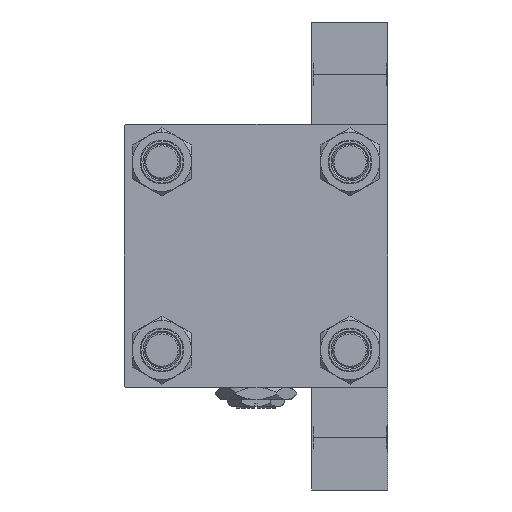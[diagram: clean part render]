
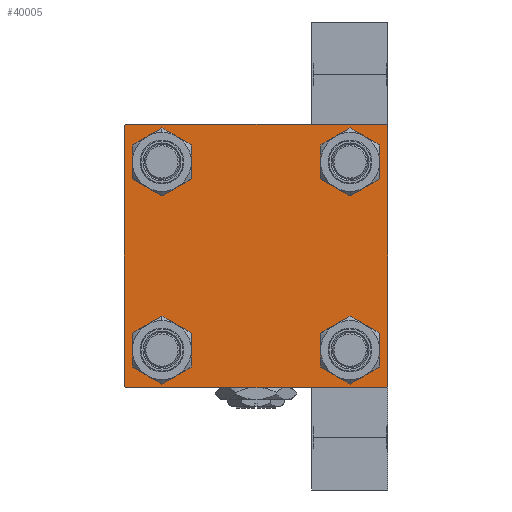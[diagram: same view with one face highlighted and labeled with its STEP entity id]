
A CAD part, left-side view. The second image highlights one B-rep face of the part: STEP entity #40005.
In plain terms, the highlighted planar face has unit normal (-1, 0, 0).
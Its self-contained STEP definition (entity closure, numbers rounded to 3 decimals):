
#973 = VERTEX_POINT ( 'NONE', #5932 ) ;
#1182 = EDGE_CURVE ( 'NONE', #46646, #27402, #11473, .T. ) ;
#1739 = LINE ( 'NONE', #5111, #39261 ) ;
#2316 = EDGE_LOOP ( 'NONE', ( #37983, #36954 ) ) ;
#3061 = CIRCLE ( 'NONE', #31839, 6.5 ) ;
#3349 = CARTESIAN_POINT ( 'NONE',  ( 0., -44.5, -45. ) ) ;
#3497 = CARTESIAN_POINT ( 'NONE',  ( 0., 32.15, -25.65 ) ) ;
#4295 = CARTESIAN_POINT ( 'NONE',  ( 0., 32.15, -38.65 ) ) ;
#4637 = DIRECTION ( 'NONE',  ( 0., 0., 1. ) ) ;
#5111 = CARTESIAN_POINT ( 'NONE',  ( 0., 44.75, 44.75 ) ) ;
#5365 = DIRECTION ( 'NONE',  ( 0., 0.707, -0.707 ) ) ;
#5578 = CARTESIAN_POINT ( 'NONE',  ( 0., 32.15, 32.15 ) ) ;
#5795 = ORIENTED_EDGE ( 'NONE', *, *, #29517, .T. ) ;
#5869 = AXIS2_PLACEMENT_3D ( 'NONE', #18987, #33921, #29567 ) ;
#5932 = CARTESIAN_POINT ( 'NONE',  ( 0., 45., -44.5 ) ) ;
#6641 = EDGE_LOOP ( 'NONE', ( #41673, #40433 ) ) ;
#6838 = CARTESIAN_POINT ( 'NONE',  ( 0., -32.15, -38.65 ) ) ;
#7087 = FACE_BOUND ( 'NONE', #20354, .T. ) ;
#8517 = DIRECTION ( 'NONE',  ( 0., -1., 0. ) ) ;
#8633 = EDGE_LOOP ( 'NONE', ( #50827, #39174, #32606, #38335, #44587, #26476, #32264, #40698 ) ) ;
#8753 = DIRECTION ( 'NONE',  ( 1., 0., 0. ) ) ;
#9171 = EDGE_CURVE ( 'NONE', #10868, #16571, #23259, .T. ) ;
#9332 = VERTEX_POINT ( 'NONE', #6838 ) ;
#9369 = ORIENTED_EDGE ( 'NONE', *, *, #22418, .T. ) ;
#10168 = EDGE_LOOP ( 'NONE', ( #43284, #9369 ) ) ;
#10656 = AXIS2_PLACEMENT_3D ( 'NONE', #14914, #38593, #18010 ) ;
#10868 = VERTEX_POINT ( 'NONE', #45111 ) ;
#10885 = DIRECTION ( 'NONE',  ( 0., -1., 0. ) ) ;
#11293 = EDGE_CURVE ( 'NONE', #32971, #973, #13879, .T. ) ;
#11473 = CIRCLE ( 'NONE', #24617, 6.5 ) ;
#11675 = DIRECTION ( 'NONE',  ( 0., -0.707, -0.707 ) ) ;
#11981 = CARTESIAN_POINT ( 'NONE',  ( 0., 44.5, -45. ) ) ;
#12031 = CARTESIAN_POINT ( 'NONE',  ( 0., -45., -44.5 ) ) ;
#12174 = LINE ( 'NONE', #26868, #14936 ) ;
#12837 = ORIENTED_EDGE ( 'NONE', *, *, #9171, .T. ) ;
#13366 = VECTOR ( 'NONE', #42274, 1000. ) ;
#13526 = DIRECTION ( 'NONE',  ( 0., 0., -1. ) ) ;
#13879 = LINE ( 'NONE', #41685, #44736 ) ;
#14140 = CARTESIAN_POINT ( 'NONE',  ( 0., -32.15, 32.15 ) ) ;
#14215 = AXIS2_PLACEMENT_3D ( 'NONE', #5578, #29007, #21265 ) ;
#14350 = VERTEX_POINT ( 'NONE', #33193 ) ;
#14486 = EDGE_CURVE ( 'NONE', #27402, #46646, #17558, .T. ) ;
#14914 = CARTESIAN_POINT ( 'NONE',  ( 0., -32.15, -32.15 ) ) ;
#14936 = VECTOR ( 'NONE', #11675, 1000. ) ;
#15929 = LINE ( 'NONE', #27267, #46656 ) ;
#16078 = PLANE ( 'NONE',  #19791 ) ;
#16493 = LINE ( 'NONE', #48160, #27294 ) ;
#16571 = VERTEX_POINT ( 'NONE', #32941 ) ;
#17308 = EDGE_CURVE ( 'NONE', #46376, #50947, #48801, .T. ) ;
#17558 = CIRCLE ( 'NONE', #33165, 6.5 ) ;
#18010 = DIRECTION ( 'NONE',  ( 0., 0., 1. ) ) ;
#18137 = CARTESIAN_POINT ( 'NONE',  ( 0., -45., 45. ) ) ;
#18987 = CARTESIAN_POINT ( 'NONE',  ( 0., 32.15, -32.15 ) ) ;
#19595 = CARTESIAN_POINT ( 'NONE',  ( 0., -44.5, 45. ) ) ;
#19791 = AXIS2_PLACEMENT_3D ( 'NONE', #27669, #42610, #38998 ) ;
#20072 = CARTESIAN_POINT ( 'NONE',  ( 0., 32.15, 32.15 ) ) ;
#20354 = EDGE_LOOP ( 'NONE', ( #5795, #12837 ) ) ;
#21265 = DIRECTION ( 'NONE',  ( 0., 0., 1. ) ) ;
#21296 = CIRCLE ( 'NONE', #32840, 6.5 ) ;
#21859 = DIRECTION ( 'NONE',  ( 0., 0., -1. ) ) ;
#22093 = VERTEX_POINT ( 'NONE', #28912 ) ;
#22387 = DIRECTION ( 'NONE',  ( 0., 0., 1. ) ) ;
#22418 = EDGE_CURVE ( 'NONE', #9332, #14350, #3061, .T. ) ;
#22582 = EDGE_CURVE ( 'NONE', #26345, #50947, #15929, .T. ) ;
#22625 = VECTOR ( 'NONE', #13526, 1000. ) ;
#22674 = EDGE_CURVE ( 'NONE', #22093, #32971, #1739, .T. ) ;
#23043 = FACE_BOUND ( 'NONE', #2316, .T. ) ;
#23259 = CIRCLE ( 'NONE', #14215, 6.5 ) ;
#23296 = FACE_BOUND ( 'NONE', #10168, .T. ) ;
#23707 = DIRECTION ( 'NONE',  ( 0., 0., 1. ) ) ;
#23955 = CARTESIAN_POINT ( 'NONE',  ( 0., -32.15, -32.15 ) ) ;
#24617 = AXIS2_PLACEMENT_3D ( 'NONE', #26766, #37585, #22387 ) ;
#25495 = DIRECTION ( 'NONE',  ( 0., 0., 1. ) ) ;
#25561 = LINE ( 'NONE', #25822, #13366 ) ;
#25822 = CARTESIAN_POINT ( 'NONE',  ( 0., -44.75, 44.75 ) ) ;
#26275 = VECTOR ( 'NONE', #10885, 1000. ) ;
#26331 = LINE ( 'NONE', #30448, #26275 ) ;
#26345 = VERTEX_POINT ( 'NONE', #3349 ) ;
#26476 = ORIENTED_EDGE ( 'NONE', *, *, #43847, .T. ) ;
#26766 = CARTESIAN_POINT ( 'NONE',  ( 0., -32.15, 32.15 ) ) ;
#26868 = CARTESIAN_POINT ( 'NONE',  ( 0., 44.75, -44.75 ) ) ;
#27267 = CARTESIAN_POINT ( 'NONE',  ( 0., -44.75, -44.75 ) ) ;
#27294 = VECTOR ( 'NONE', #8517, 1000. ) ;
#27402 = VERTEX_POINT ( 'NONE', #38063 ) ;
#27669 = CARTESIAN_POINT ( 'NONE',  ( 0., 0., 0. ) ) ;
#28912 = CARTESIAN_POINT ( 'NONE',  ( 0., 44.5, 45. ) ) ;
#29007 = DIRECTION ( 'NONE',  ( 1., 0., 0. ) ) ;
#29517 = EDGE_CURVE ( 'NONE', #16571, #10868, #45866, .T. ) ;
#29567 = DIRECTION ( 'NONE',  ( 0., 0., 1. ) ) ;
#29852 = DIRECTION ( 'NONE',  ( 1., 0., 0. ) ) ;
#29988 = VERTEX_POINT ( 'NONE', #3497 ) ;
#30448 = CARTESIAN_POINT ( 'NONE',  ( 0., 45., -45. ) ) ;
#31376 = CIRCLE ( 'NONE', #5869, 6.5 ) ;
#31839 = AXIS2_PLACEMENT_3D ( 'NONE', #23955, #35034, #23707 ) ;
#31877 = DIRECTION ( 'NONE',  ( 0., -0.707, 0.707 ) ) ;
#32264 = ORIENTED_EDGE ( 'NONE', *, *, #43179, .F. ) ;
#32606 = ORIENTED_EDGE ( 'NONE', *, *, #33225, .T. ) ;
#32840 = AXIS2_PLACEMENT_3D ( 'NONE', #37582, #40443, #25495 ) ;
#32941 = CARTESIAN_POINT ( 'NONE',  ( 0., 32.15, 38.65 ) ) ;
#32971 = VERTEX_POINT ( 'NONE', #45393 ) ;
#33165 = AXIS2_PLACEMENT_3D ( 'NONE', #14140, #29852, #45562 ) ;
#33193 = CARTESIAN_POINT ( 'NONE',  ( 0., -32.15, -25.65 ) ) ;
#33225 = EDGE_CURVE ( 'NONE', #40832, #26345, #26331, .T. ) ;
#33722 = VERTEX_POINT ( 'NONE', #4295 ) ;
#33921 = DIRECTION ( 'NONE',  ( 1., 0., 0. ) ) ;
#35034 = DIRECTION ( 'NONE',  ( 1., 0., 0. ) ) ;
#35155 = AXIS2_PLACEMENT_3D ( 'NONE', #20072, #8753, #4637 ) ;
#35628 = FACE_BOUND ( 'NONE', #6641, .T. ) ;
#35977 = VERTEX_POINT ( 'NONE', #19595 ) ;
#36143 = EDGE_CURVE ( 'NONE', #29988, #33722, #21296, .T. ) ;
#36235 = EDGE_CURVE ( 'NONE', #14350, #9332, #37768, .T. ) ;
#36954 = ORIENTED_EDGE ( 'NONE', *, *, #14486, .T. ) ;
#37582 = CARTESIAN_POINT ( 'NONE',  ( 0., 32.15, -32.15 ) ) ;
#37585 = DIRECTION ( 'NONE',  ( 1., 0., 0. ) ) ;
#37768 = CIRCLE ( 'NONE', #10656, 6.5 ) ;
#37983 = ORIENTED_EDGE ( 'NONE', *, *, #1182, .T. ) ;
#38063 = CARTESIAN_POINT ( 'NONE',  ( 0., -32.15, 25.65 ) ) ;
#38335 = ORIENTED_EDGE ( 'NONE', *, *, #22582, .T. ) ;
#38593 = DIRECTION ( 'NONE',  ( 1., 0., 0. ) ) ;
#38998 = DIRECTION ( 'NONE',  ( 0., 0., 1. ) ) ;
#39174 = ORIENTED_EDGE ( 'NONE', *, *, #41900, .T. ) ;
#39261 = VECTOR ( 'NONE', #5365, 1000. ) ;
#40005 = ADVANCED_FACE ( 'NONE', ( #23043, #23296, #35628, #7087, #50598 ), #16078, .T. ) ;
#40433 = ORIENTED_EDGE ( 'NONE', *, *, #42340, .T. ) ;
#40443 = DIRECTION ( 'NONE',  ( 1., 0., 0. ) ) ;
#40698 = ORIENTED_EDGE ( 'NONE', *, *, #22674, .T. ) ;
#40832 = VERTEX_POINT ( 'NONE', #11981 ) ;
#41673 = ORIENTED_EDGE ( 'NONE', *, *, #36143, .T. ) ;
#41685 = CARTESIAN_POINT ( 'NONE',  ( 0., 45., 45. ) ) ;
#41900 = EDGE_CURVE ( 'NONE', #973, #40832, #12174, .T. ) ;
#42274 = DIRECTION ( 'NONE',  ( 0., 0.707, 0.707 ) ) ;
#42340 = EDGE_CURVE ( 'NONE', #33722, #29988, #31376, .T. ) ;
#42610 = DIRECTION ( 'NONE',  ( -1., 0., 0. ) ) ;
#42965 = CARTESIAN_POINT ( 'NONE',  ( 0., -32.15, 38.65 ) ) ;
#43179 = EDGE_CURVE ( 'NONE', #22093, #35977, #16493, .T. ) ;
#43284 = ORIENTED_EDGE ( 'NONE', *, *, #36235, .T. ) ;
#43847 = EDGE_CURVE ( 'NONE', #46376, #35977, #25561, .T. ) ;
#44587 = ORIENTED_EDGE ( 'NONE', *, *, #17308, .F. ) ;
#44736 = VECTOR ( 'NONE', #21859, 1000. ) ;
#45111 = CARTESIAN_POINT ( 'NONE',  ( 0., 32.15, 25.65 ) ) ;
#45393 = CARTESIAN_POINT ( 'NONE',  ( 0., 45., 44.5 ) ) ;
#45562 = DIRECTION ( 'NONE',  ( 0., 0., 1. ) ) ;
#45638 = CARTESIAN_POINT ( 'NONE',  ( 0., -45., 44.5 ) ) ;
#45866 = CIRCLE ( 'NONE', #35155, 6.5 ) ;
#46376 = VERTEX_POINT ( 'NONE', #45638 ) ;
#46646 = VERTEX_POINT ( 'NONE', #42965 ) ;
#46656 = VECTOR ( 'NONE', #31877, 1000. ) ;
#48160 = CARTESIAN_POINT ( 'NONE',  ( 0., 45., 45. ) ) ;
#48801 = LINE ( 'NONE', #18137, #22625 ) ;
#50598 = FACE_OUTER_BOUND ( 'NONE', #8633, .T. ) ;
#50827 = ORIENTED_EDGE ( 'NONE', *, *, #11293, .T. ) ;
#50947 = VERTEX_POINT ( 'NONE', #12031 ) ;
